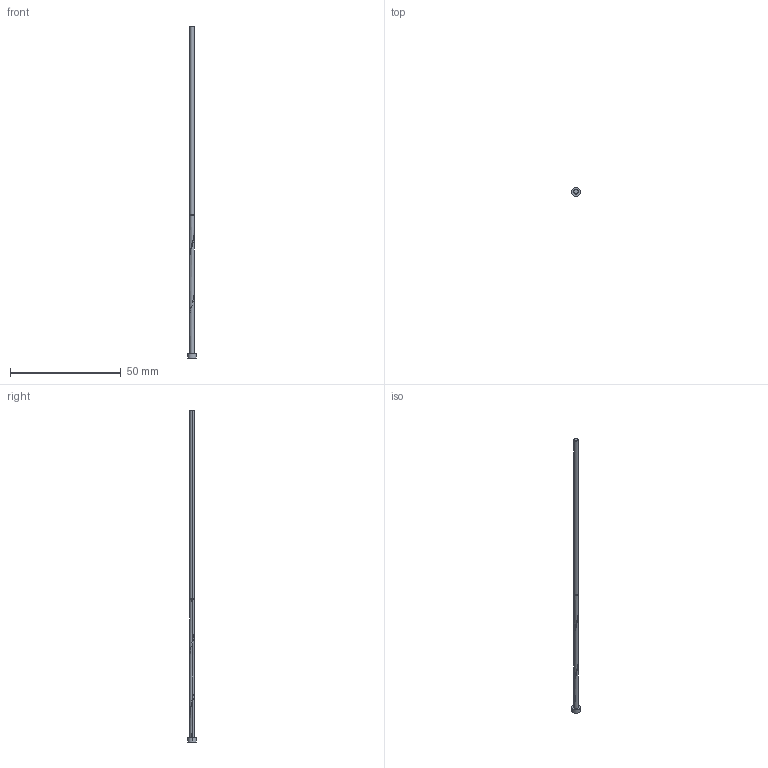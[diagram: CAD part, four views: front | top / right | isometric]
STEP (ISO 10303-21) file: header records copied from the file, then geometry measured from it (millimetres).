
FILE_DESCRIPTION (( 'STEP AP203' ), '1' );
FILE_NAME ('a8ec.STEP', '2025-03-19T23:54:54', ( '' ), ( '' ), 'SwSTEP 2.0', 'SolidWorks 2019', '' );
FILE_SCHEMA (( 'CONFIG_CONTROL_DESIGN' ));
Length unit declared in the file: millimetre
Products named in the file (1): a8ec
Bounding box: 4 x 4 x 150 mm (x, y, z)
Volume: 576.2 mm3; surface area: 1267.5 mm2
Topology: 1 solids, 1 shells, 16 faces, 40 edges, 27 vertices
Faces by surface type: cylinder 9, plane 5, bspline 2
Entity records: 1842 total; most frequent: CARTESIAN_POINT 1391, ORIENTED_EDGE 84, DIRECTION 76, EDGE_CURVE 42, AXIS2_PLACEMENT_3D 33, VERTEX_POINT 29, EDGE_LOOP 19, CIRCLE 18
